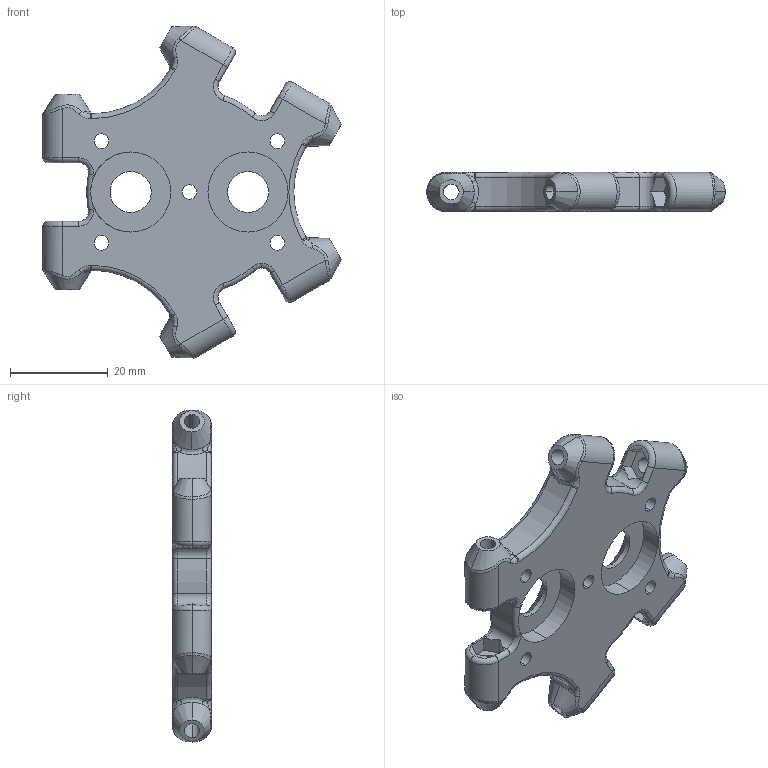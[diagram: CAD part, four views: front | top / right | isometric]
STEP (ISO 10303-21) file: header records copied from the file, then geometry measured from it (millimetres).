
FILE_DESCRIPTION (( 'STEP AP203' ), '1' );
FILE_NAME ('effector_dual_e3d.STEP', '2016-03-21T15:41:53', ( '' ), ( '' ), 'SwSTEP 2.0', 'SolidWorks 2015', '' );
FILE_SCHEMA (( 'CONFIG_CONTROL_DESIGN' ));
Length unit declared in the file: millimetre
Products named in the file (1): effector_dual_e3d
Bounding box: 61.07 x 8 x 67.94 mm (x, y, z)
Volume: 14149.5 mm3; surface area: 7955.5 mm2
Topology: 1 solids, 1 shells, 257 faces, 654 edges, 400 vertices
Faces by surface type: plane 82, cylinder 75, torus 46, bspline 38, cone 16
Entity records: 10252 total; most frequent: CARTESIAN_POINT 4117, ORIENTED_EDGE 1308, DIRECTION 1255, EDGE_CURVE 654, AXIS2_PLACEMENT_3D 504, VERTEX_POINT 400, EDGE_LOOP 284, CIRCLE 284
